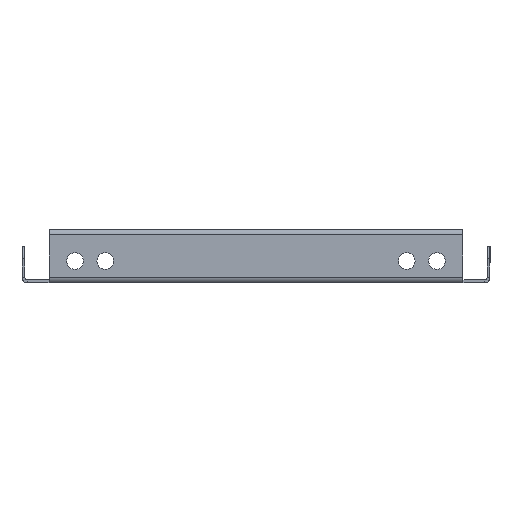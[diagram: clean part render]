
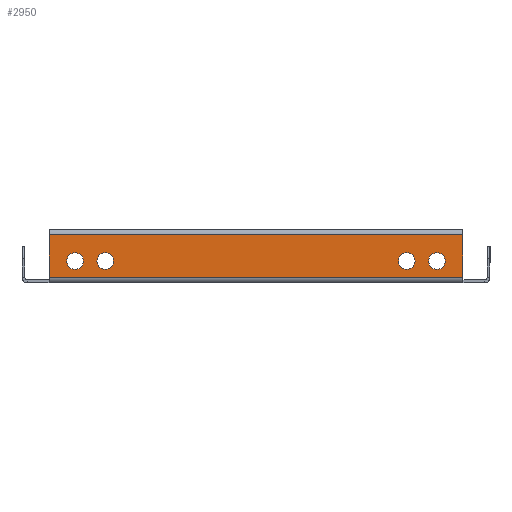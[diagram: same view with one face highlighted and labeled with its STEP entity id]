
A CAD part, left-side view. The second image highlights one B-rep face of the part: STEP entity #2950.
In plain terms, the highlighted planar face has unit normal (-1, 0, 0).
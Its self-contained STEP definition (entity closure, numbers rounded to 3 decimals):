
#7 = EDGE_CURVE ( 'NONE', #2315, #1251, #4825, .T. ) ;
#10 = ORIENTED_EDGE ( 'NONE', *, *, #2579, .T. ) ;
#92 = DIRECTION ( 'NONE',  ( -1., 0., 0. ) ) ;
#148 = CARTESIAN_POINT ( 'NONE',  ( -221.7, -62.5, 7.8 ) ) ;
#224 = EDGE_CURVE ( 'NONE', #665, #4945, #348, .T. ) ;
#247 = CARTESIAN_POINT ( 'NONE',  ( -221.7, 0., 1. ) ) ;
#303 = CARTESIAN_POINT ( 'NONE',  ( -221.7, -75., 4.35 ) ) ;
#311 = LINE ( 'NONE', #3096, #1749 ) ;
#348 = CIRCLE ( 'NONE', #2358, 3.45 ) ;
#462 = CARTESIAN_POINT ( 'NONE',  ( -221.7, 62.5, 7.8 ) ) ;
#519 = DIRECTION ( 'NONE',  ( 0., 0., 1. ) ) ;
#585 = CARTESIAN_POINT ( 'NONE',  ( -221.7, -85.8, 18.8 ) ) ;
#665 = VERTEX_POINT ( 'NONE', #303 ) ;
#766 = ORIENTED_EDGE ( 'NONE', *, *, #3818, .T. ) ;
#847 = DIRECTION ( 'NONE',  ( 1., 0., 0. ) ) ;
#853 = VERTEX_POINT ( 'NONE', #3913 ) ;
#881 = DIRECTION ( 'NONE',  ( 1., 0., 0. ) ) ;
#889 = DIRECTION ( 'NONE',  ( 0., 0., -1. ) ) ;
#937 = LINE ( 'NONE', #4422, #2007 ) ;
#962 = CARTESIAN_POINT ( 'NONE',  ( -221.7, -62.5, 11.25 ) ) ;
#1039 = DIRECTION ( 'NONE',  ( 0., 0., -1. ) ) ;
#1055 = DIRECTION ( 'NONE',  ( 1., 0., 0. ) ) ;
#1084 = EDGE_LOOP ( 'NONE', ( #4948, #3481 ) ) ;
#1251 = VERTEX_POINT ( 'NONE', #2057 ) ;
#1255 = ORIENTED_EDGE ( 'NONE', *, *, #7, .T. ) ;
#1304 = PLANE ( 'NONE',  #1735 ) ;
#1311 = EDGE_CURVE ( 'NONE', #4967, #4705, #937, .T. ) ;
#1353 = CIRCLE ( 'NONE', #4563, 3.45 ) ;
#1388 = DIRECTION ( 'NONE',  ( 0., 1., 0. ) ) ;
#1396 = ORIENTED_EDGE ( 'NONE', *, *, #4238, .T. ) ;
#1523 = AXIS2_PLACEMENT_3D ( 'NONE', #462, #847, #4275 ) ;
#1543 = DIRECTION ( 'NONE',  ( 1., 0., 0. ) ) ;
#1560 = EDGE_CURVE ( 'NONE', #1251, #2315, #2655, .T. ) ;
#1563 = VECTOR ( 'NONE', #3684, 1000. ) ;
#1606 = CARTESIAN_POINT ( 'NONE',  ( -221.7, 85.8, 18.8 ) ) ;
#1608 = CARTESIAN_POINT ( 'NONE',  ( -221.7, -62.5, 7.8 ) ) ;
#1637 = AXIS2_PLACEMENT_3D ( 'NONE', #148, #3564, #889 ) ;
#1734 = DIRECTION ( 'NONE',  ( 1., 0., 0. ) ) ;
#1735 = AXIS2_PLACEMENT_3D ( 'NONE', #2752, #92, #519 ) ;
#1749 = VECTOR ( 'NONE', #2672, 1000. ) ;
#1811 = ORIENTED_EDGE ( 'NONE', *, *, #1560, .T. ) ;
#1846 = DIRECTION ( 'NONE',  ( 0., 0., -1. ) ) ;
#1850 = VERTEX_POINT ( 'NONE', #962 ) ;
#1902 = EDGE_LOOP ( 'NONE', ( #1255, #1811 ) ) ;
#1996 = FACE_OUTER_BOUND ( 'NONE', #2981, .T. ) ;
#1999 = DIRECTION ( 'NONE',  ( 0., 0., -1. ) ) ;
#2007 = VECTOR ( 'NONE', #1846, 1000. ) ;
#2047 = EDGE_CURVE ( 'NONE', #4945, #665, #4809, .T. ) ;
#2057 = CARTESIAN_POINT ( 'NONE',  ( -221.7, 62.5, 11.25 ) ) ;
#2081 = EDGE_CURVE ( 'NONE', #1850, #2114, #1353, .T. ) ;
#2114 = VERTEX_POINT ( 'NONE', #3153 ) ;
#2117 = AXIS2_PLACEMENT_3D ( 'NONE', #2288, #1543, #4223 ) ;
#2136 = LINE ( 'NONE', #4807, #3734 ) ;
#2149 = AXIS2_PLACEMENT_3D ( 'NONE', #3835, #4218, #2320 ) ;
#2175 = CARTESIAN_POINT ( 'NONE',  ( -221.7, 75., 7.8 ) ) ;
#2279 = CIRCLE ( 'NONE', #2908, 3.45 ) ;
#2288 = CARTESIAN_POINT ( 'NONE',  ( -221.7, -75., 7.8 ) ) ;
#2314 = CARTESIAN_POINT ( 'NONE',  ( -221.7, -85.8, 1. ) ) ;
#2315 = VERTEX_POINT ( 'NONE', #4617 ) ;
#2320 = DIRECTION ( 'NONE',  ( 0., 0., -1. ) ) ;
#2358 = AXIS2_PLACEMENT_3D ( 'NONE', #2577, #1734, #2859 ) ;
#2525 = FACE_BOUND ( 'NONE', #1902, .T. ) ;
#2577 = CARTESIAN_POINT ( 'NONE',  ( -221.7, -75., 7.8 ) ) ;
#2579 = EDGE_CURVE ( 'NONE', #3537, #853, #3368, .T. ) ;
#2655 = CIRCLE ( 'NONE', #2149, 3.45 ) ;
#2672 = DIRECTION ( 'NONE',  ( 0., 0., 1. ) ) ;
#2703 = ORIENTED_EDGE ( 'NONE', *, *, #224, .T. ) ;
#2752 = CARTESIAN_POINT ( 'NONE',  ( -221.7, 0., 0. ) ) ;
#2753 = AXIS2_PLACEMENT_3D ( 'NONE', #2175, #1055, #1039 ) ;
#2788 = VERTEX_POINT ( 'NONE', #2314 ) ;
#2859 = DIRECTION ( 'NONE',  ( 0., 0., -1. ) ) ;
#2908 = AXIS2_PLACEMENT_3D ( 'NONE', #4702, #4663, #3544 ) ;
#2924 = EDGE_CURVE ( 'NONE', #2114, #1850, #4308, .T. ) ;
#2950 = ADVANCED_FACE ( 'NONE', ( #3716, #4026, #2525, #3307, #1996 ), #1304, .T. ) ;
#2981 = EDGE_LOOP ( 'NONE', ( #4586, #4738, #766, #1396 ) ) ;
#3012 = EDGE_CURVE ( 'NONE', #853, #3537, #2279, .T. ) ;
#3096 = CARTESIAN_POINT ( 'NONE',  ( -221.7, -85.8, 0. ) ) ;
#3153 = CARTESIAN_POINT ( 'NONE',  ( -221.7, -62.5, 4.35 ) ) ;
#3307 = FACE_BOUND ( 'NONE', #3510, .T. ) ;
#3368 = CIRCLE ( 'NONE', #2753, 3.45 ) ;
#3435 = ORIENTED_EDGE ( 'NONE', *, *, #3012, .T. ) ;
#3466 = CARTESIAN_POINT ( 'NONE',  ( -221.7, -75., 11.25 ) ) ;
#3481 = ORIENTED_EDGE ( 'NONE', *, *, #2081, .T. ) ;
#3486 = CARTESIAN_POINT ( 'NONE',  ( -221.7, 75., 4.35 ) ) ;
#3510 = EDGE_LOOP ( 'NONE', ( #2703, #4699 ) ) ;
#3537 = VERTEX_POINT ( 'NONE', #3486 ) ;
#3544 = DIRECTION ( 'NONE',  ( 0., 0., -1. ) ) ;
#3564 = DIRECTION ( 'NONE',  ( 1., 0., 0. ) ) ;
#3680 = EDGE_CURVE ( 'NONE', #4705, #2788, #3952, .T. ) ;
#3684 = DIRECTION ( 'NONE',  ( 0., -1., 0. ) ) ;
#3715 = CARTESIAN_POINT ( 'NONE',  ( -221.7, 85.8, 1. ) ) ;
#3716 = FACE_BOUND ( 'NONE', #4837, .T. ) ;
#3734 = VECTOR ( 'NONE', #1388, 1000. ) ;
#3772 = VERTEX_POINT ( 'NONE', #585 ) ;
#3818 = EDGE_CURVE ( 'NONE', #2788, #3772, #311, .T. ) ;
#3835 = CARTESIAN_POINT ( 'NONE',  ( -221.7, 62.5, 7.8 ) ) ;
#3913 = CARTESIAN_POINT ( 'NONE',  ( -221.7, 75., 11.25 ) ) ;
#3952 = LINE ( 'NONE', #247, #1563 ) ;
#4026 = FACE_BOUND ( 'NONE', #1084, .T. ) ;
#4218 = DIRECTION ( 'NONE',  ( 1., 0., 0. ) ) ;
#4223 = DIRECTION ( 'NONE',  ( 0., 0., -1. ) ) ;
#4238 = EDGE_CURVE ( 'NONE', #3772, #4967, #2136, .T. ) ;
#4275 = DIRECTION ( 'NONE',  ( 0., 0., -1. ) ) ;
#4308 = CIRCLE ( 'NONE', #1637, 3.45 ) ;
#4422 = CARTESIAN_POINT ( 'NONE',  ( -221.7, 85.8, 0. ) ) ;
#4563 = AXIS2_PLACEMENT_3D ( 'NONE', #1608, #881, #1999 ) ;
#4586 = ORIENTED_EDGE ( 'NONE', *, *, #1311, .T. ) ;
#4617 = CARTESIAN_POINT ( 'NONE',  ( -221.7, 62.5, 4.35 ) ) ;
#4663 = DIRECTION ( 'NONE',  ( 1., 0., 0. ) ) ;
#4699 = ORIENTED_EDGE ( 'NONE', *, *, #2047, .T. ) ;
#4702 = CARTESIAN_POINT ( 'NONE',  ( -221.7, 75., 7.8 ) ) ;
#4705 = VERTEX_POINT ( 'NONE', #3715 ) ;
#4738 = ORIENTED_EDGE ( 'NONE', *, *, #3680, .T. ) ;
#4807 = CARTESIAN_POINT ( 'NONE',  ( -221.7, 0., 18.8 ) ) ;
#4809 = CIRCLE ( 'NONE', #2117, 3.45 ) ;
#4825 = CIRCLE ( 'NONE', #1523, 3.45 ) ;
#4837 = EDGE_LOOP ( 'NONE', ( #10, #3435 ) ) ;
#4945 = VERTEX_POINT ( 'NONE', #3466 ) ;
#4948 = ORIENTED_EDGE ( 'NONE', *, *, #2924, .T. ) ;
#4967 = VERTEX_POINT ( 'NONE', #1606 ) ;
